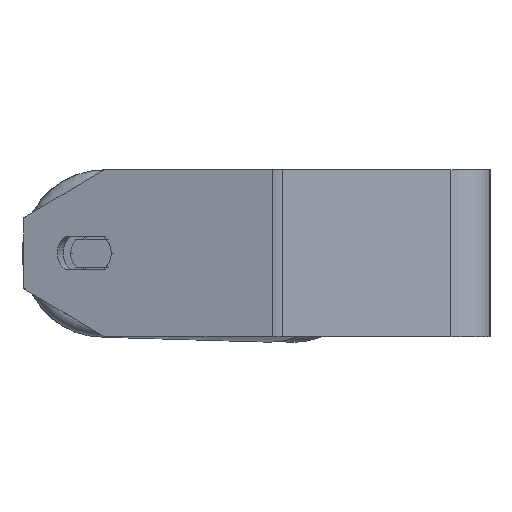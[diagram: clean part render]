
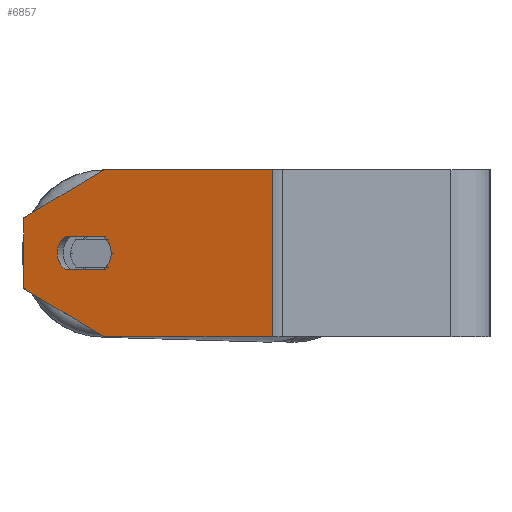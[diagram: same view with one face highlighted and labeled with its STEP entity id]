
A CAD part, left-side view. The second image highlights one B-rep face of the part: STEP entity #6857.
In plain terms, the highlighted planar face has unit normal (-0.966, 0.259, 0).
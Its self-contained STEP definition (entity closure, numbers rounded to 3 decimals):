
#171 = VERTEX_POINT ( 'NONE', #1269 ) ;
#188 = VECTOR ( 'NONE', #1576, 1000. ) ;
#300 = VECTOR ( 'NONE', #8181, 1000. ) ;
#421 = EDGE_CURVE ( 'NONE', #1393, #7393, #7262, .T. ) ;
#547 = CIRCLE ( 'NONE', #5522, 7.5 ) ;
#689 = AXIS2_PLACEMENT_3D ( 'NONE', #1152, #7244, #4676 ) ;
#795 = FACE_BOUND ( 'NONE', #7876, .T. ) ;
#878 = EDGE_CURVE ( 'NONE', #1036, #7680, #2951, .T. ) ;
#914 = ORIENTED_EDGE ( 'NONE', *, *, #8277, .T. ) ;
#968 = CARTESIAN_POINT ( 'NONE',  ( -398.27, 138.669, -6. ) ) ;
#1036 = VERTEX_POINT ( 'NONE', #1230 ) ;
#1063 = EDGE_CURVE ( 'NONE', #6534, #171, #4511, .T. ) ;
#1152 = CARTESIAN_POINT ( 'NONE',  ( -397.105, 143.016, 0. ) ) ;
#1213 = DIRECTION ( 'NONE',  ( 0., 0., -1. ) ) ;
#1229 = CARTESIAN_POINT ( 'NONE',  ( -397.105, 143.016, 0. ) ) ;
#1230 = CARTESIAN_POINT ( 'NONE',  ( -398.399, 138.186, 30. ) ) ;
#1269 = CARTESIAN_POINT ( 'NONE',  ( -414.523, 78.011, -30. ) ) ;
#1364 = VECTOR ( 'NONE', #1814, 1000. ) ;
#1393 = VERTEX_POINT ( 'NONE', #4012 ) ;
#1459 = EDGE_CURVE ( 'NONE', #8726, #7380, #547, .T. ) ;
#1576 = DIRECTION ( 'NONE',  ( -0.259, -0.966, 0. ) ) ;
#1794 = VECTOR ( 'NONE', #3056, 1000. ) ;
#1814 = DIRECTION ( 'NONE',  ( 0., 0., -1. ) ) ;
#1909 = ORIENTED_EDGE ( 'NONE', *, *, #1459, .F. ) ;
#1970 = CARTESIAN_POINT ( 'NONE',  ( -398.27, 138.669, -6. ) ) ;
#2007 = EDGE_CURVE ( 'NONE', #2608, #8726, #6382, .T. ) ;
#2310 = CARTESIAN_POINT ( 'NONE',  ( -398.27, 138.669, 6. ) ) ;
#2406 = CARTESIAN_POINT ( 'NONE',  ( -414.523, 78.011, 30. ) ) ;
#2466 = LINE ( 'NONE', #5090, #5930 ) ;
#2608 = VERTEX_POINT ( 'NONE', #1970 ) ;
#2682 = LINE ( 'NONE', #5478, #300 ) ;
#2778 = CARTESIAN_POINT ( 'NONE',  ( -390.634, 167.164, 30. ) ) ;
#2951 = LINE ( 'NONE', #4425, #5933 ) ;
#3056 = DIRECTION ( 'NONE',  ( -0.259, -0.966, 0. ) ) ;
#3073 = CARTESIAN_POINT ( 'NONE',  ( -395.811, 147.846, 0. ) ) ;
#3242 = CARTESIAN_POINT ( 'NONE',  ( -398.399, 138.186, -30. ) ) ;
#3319 = ORIENTED_EDGE ( 'NONE', *, *, #5614, .T. ) ;
#3320 = DIRECTION ( 'NONE',  ( -0.966, 0.259, 0. ) ) ;
#3416 = DIRECTION ( 'NONE',  ( 0.259, 0.966, 0. ) ) ;
#3897 = EDGE_CURVE ( 'NONE', #5843, #5294, #6260, .T. ) ;
#4012 = CARTESIAN_POINT ( 'NONE',  ( -390.634, 167.164, -12.679 ) ) ;
#4140 = EDGE_CURVE ( 'NONE', #7380, #5843, #2682, .T. ) ;
#4164 = DIRECTION ( 'NONE',  ( 0.966, -0.259, 0. ) ) ;
#4361 = LINE ( 'NONE', #7720, #188 ) ;
#4372 = DIRECTION ( 'NONE',  ( -0.259, -0.966, 0. ) ) ;
#4402 = VECTOR ( 'NONE', #1213, 1000. ) ;
#4425 = CARTESIAN_POINT ( 'NONE',  ( -390.634, 167.164, 12.679 ) ) ;
#4446 = AXIS2_PLACEMENT_3D ( 'NONE', #3073, #5810, #8714 ) ;
#4462 = CARTESIAN_POINT ( 'NONE',  ( -390.634, 167.164, 12.679 ) ) ;
#4511 = LINE ( 'NONE', #7908, #1364 ) ;
#4540 = LINE ( 'NONE', #5212, #4402 ) ;
#4541 = CARTESIAN_POINT ( 'NONE',  ( -394.646, 152.192, 6. ) ) ;
#4605 = CARTESIAN_POINT ( 'NONE',  ( -394.646, 152.192, -6. ) ) ;
#4676 = DIRECTION ( 'NONE',  ( -0.259, -0.966, 0. ) ) ;
#4937 = CARTESIAN_POINT ( 'NONE',  ( -398.399, 138.186, -30. ) ) ;
#5067 = EDGE_LOOP ( 'NONE', ( #914, #7475, #3319, #5758, #7130, #7159 ) ) ;
#5090 = CARTESIAN_POINT ( 'NONE',  ( -390.634, 167.164, 30. ) ) ;
#5212 = CARTESIAN_POINT ( 'NONE',  ( -390.634, 167.164, 30. ) ) ;
#5294 = VERTEX_POINT ( 'NONE', #4605 ) ;
#5478 = CARTESIAN_POINT ( 'NONE',  ( -398.27, 138.669, 6. ) ) ;
#5522 = AXIS2_PLACEMENT_3D ( 'NONE', #1229, #3320, #8354 ) ;
#5614 = EDGE_CURVE ( 'NONE', #7393, #171, #4361, .T. ) ;
#5648 = AXIS2_PLACEMENT_3D ( 'NONE', #2778, #4164, #3416 ) ;
#5660 = DIRECTION ( 'NONE',  ( 0.224, 0.837, -0.5 ) ) ;
#5758 = ORIENTED_EDGE ( 'NONE', *, *, #1063, .F. ) ;
#5810 = DIRECTION ( 'NONE',  ( -0.966, 0.259, 0. ) ) ;
#5843 = VERTEX_POINT ( 'NONE', #4541 ) ;
#5930 = VECTOR ( 'NONE', #4372, 1000. ) ;
#5933 = VECTOR ( 'NONE', #5660, 1000. ) ;
#6141 = LINE ( 'NONE', #968, #1794 ) ;
#6260 = CIRCLE ( 'NONE', #4446, 7.5 ) ;
#6382 = CIRCLE ( 'NONE', #689, 7.5 ) ;
#6414 = FACE_OUTER_BOUND ( 'NONE', #5067, .T. ) ;
#6534 = VERTEX_POINT ( 'NONE', #2406 ) ;
#6843 = EDGE_CURVE ( 'NONE', #5294, #2608, #6141, .T. ) ;
#6857 = ADVANCED_FACE ( 'NONE', ( #795, #6414 ), #6897, .F. ) ;
#6865 = ORIENTED_EDGE ( 'NONE', *, *, #3897, .F. ) ;
#6897 = PLANE ( 'NONE',  #5648 ) ;
#7130 = ORIENTED_EDGE ( 'NONE', *, *, #7695, .F. ) ;
#7159 = ORIENTED_EDGE ( 'NONE', *, *, #878, .T. ) ;
#7244 = DIRECTION ( 'NONE',  ( -0.966, 0.259, 0. ) ) ;
#7262 = LINE ( 'NONE', #3242, #8466 ) ;
#7380 = VERTEX_POINT ( 'NONE', #2310 ) ;
#7393 = VERTEX_POINT ( 'NONE', #4937 ) ;
#7407 = ORIENTED_EDGE ( 'NONE', *, *, #4140, .F. ) ;
#7475 = ORIENTED_EDGE ( 'NONE', *, *, #421, .T. ) ;
#7590 = ORIENTED_EDGE ( 'NONE', *, *, #2007, .F. ) ;
#7673 = CARTESIAN_POINT ( 'NONE',  ( -399.046, 135.772, 0. ) ) ;
#7680 = VERTEX_POINT ( 'NONE', #4462 ) ;
#7695 = EDGE_CURVE ( 'NONE', #1036, #6534, #2466, .T. ) ;
#7720 = CARTESIAN_POINT ( 'NONE',  ( -390.634, 167.164, -30. ) ) ;
#7876 = EDGE_LOOP ( 'NONE', ( #8053, #6865, #7407, #1909, #7590 ) ) ;
#7908 = CARTESIAN_POINT ( 'NONE',  ( -414.523, 78.011, 30. ) ) ;
#8053 = ORIENTED_EDGE ( 'NONE', *, *, #6843, .F. ) ;
#8181 = DIRECTION ( 'NONE',  ( 0.259, 0.966, 0. ) ) ;
#8277 = EDGE_CURVE ( 'NONE', #7680, #1393, #4540, .T. ) ;
#8354 = DIRECTION ( 'NONE',  ( -0.259, -0.966, 0. ) ) ;
#8466 = VECTOR ( 'NONE', #8704, 1000. ) ;
#8704 = DIRECTION ( 'NONE',  ( -0.224, -0.837, -0.5 ) ) ;
#8714 = DIRECTION ( 'NONE',  ( 0.259, 0.966, 0. ) ) ;
#8726 = VERTEX_POINT ( 'NONE', #7673 ) ;
